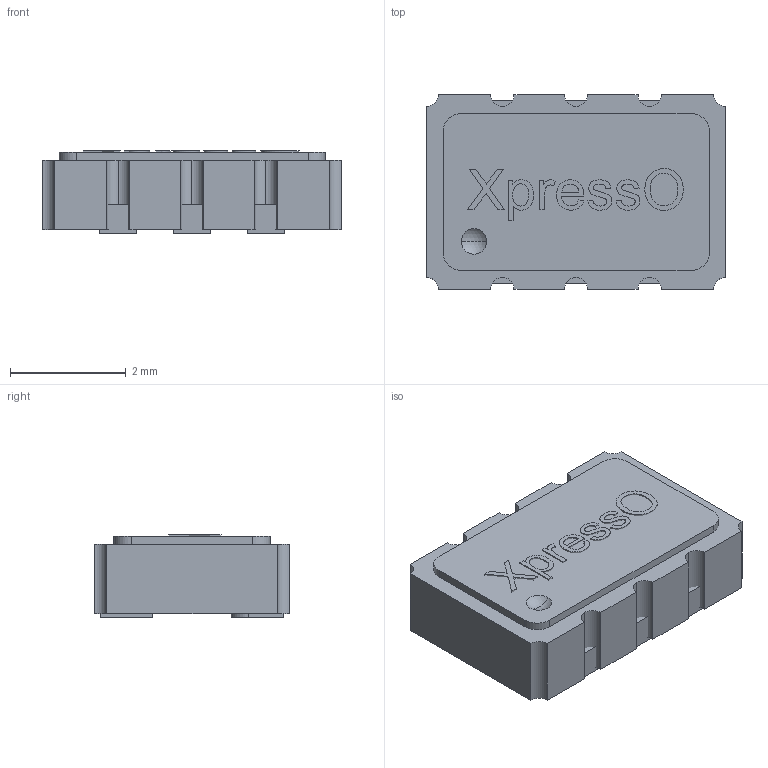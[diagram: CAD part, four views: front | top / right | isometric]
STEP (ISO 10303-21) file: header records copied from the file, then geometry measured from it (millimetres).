
FILE_DESCRIPTION (( 'STEP AP214' ), '1' );
FILE_NAME ('User Library-FVXO-HC53.STEP', '2017-05-13T02:03:28', ( 'Windows User' ), ( '' ), 'SwSTEP 2.0', 'SolidWorks 2017', '' );
FILE_SCHEMA (( 'AUTOMOTIVE_DESIGN' ));
Length unit declared in the file: millimetre
Products named in the file (1): User Library-FVXO-HC53
Bounding box: 5.15 x 3.35 x 1.43 mm (x, y, z)
Volume: 23.6 mm3; surface area: 100.4 mm2
Topology: 15 solids, 15 shells, 152 faces, 364 edges, 243 vertices
Faces by surface type: plane 93, bspline 38, cylinder 19, sphere 2
Entity records: 5353 total; most frequent: CARTESIAN_POINT 1861, ORIENTED_EDGE 728, DIRECTION 554, EDGE_CURVE 364, VERTEX_POINT 243, VECTOR 240, LINE 240, EDGE_LOOP 159
